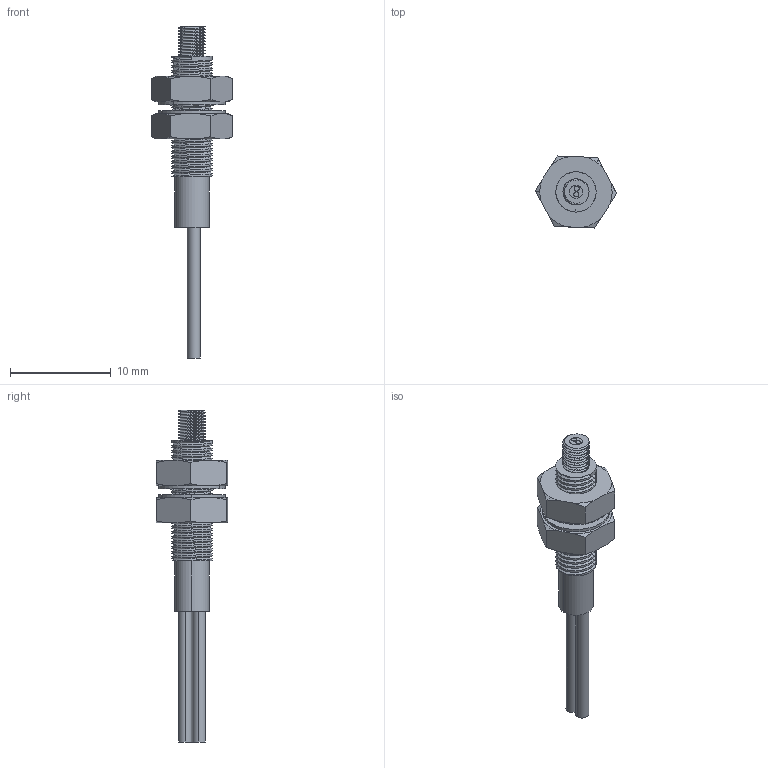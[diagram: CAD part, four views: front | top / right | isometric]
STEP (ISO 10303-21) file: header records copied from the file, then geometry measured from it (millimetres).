
FILE_DESCRIPTION (( 'STEP AP214' ), '1' );
FILE_NAME ('FOACAMPDH42Y_3D.STEP', '2022-02-02T22:32:33', ( '' ), ( '' ), 'SwSTEP 2.0', 'SolidWorks 2021', '' );
FILE_SCHEMA (( 'AUTOMOTIVE_DESIGN' ));
Length unit declared in the file: inch
Products named in the file (1): FOACAMPDH42Y_3D
Bounding box: 8.08 x 7.15 x 33 mm (x, y, z)
Volume: 424.7 mm3; surface area: 776.4 mm2
Topology: 3 solids, 3 shells, 255 faces, 695 edges, 457 vertices
Faces by surface type: cylinder 110, plane 110, cone 31, bspline 4
Entity records: 11336 total; most frequent: CARTESIAN_POINT 5355, ORIENTED_EDGE 1390, DIRECTION 1082, EDGE_CURVE 695, VERTEX_POINT 457, AXIS2_PLACEMENT_3D 368, VECTOR 346, LINE 346
